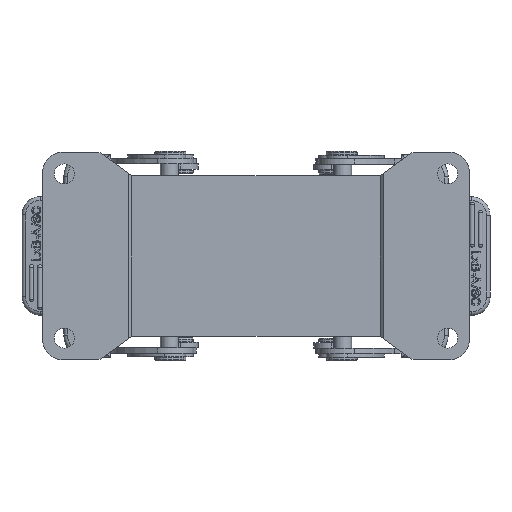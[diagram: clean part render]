
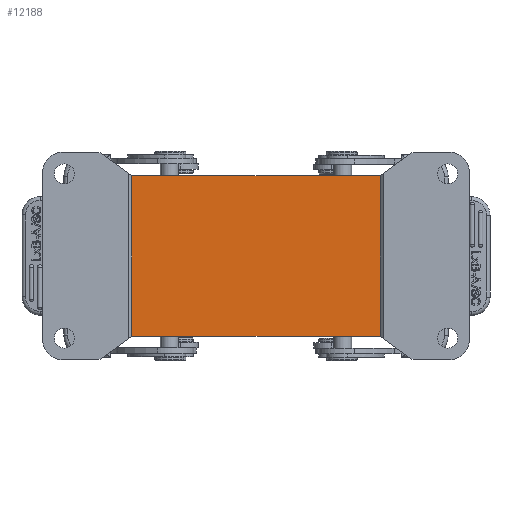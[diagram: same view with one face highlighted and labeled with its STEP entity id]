
A CAD part, front view. The second image highlights one B-rep face of the part: STEP entity #12188.
In plain terms, the highlighted planar face has unit normal (0, -1, 0).
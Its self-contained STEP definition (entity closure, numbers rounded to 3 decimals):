
#10644=FACE_OUTER_BOUND('',#19333,.T.);
#12188=ADVANCED_FACE('',(#10644),#13269,.F.);
#13269=PLANE('',#38162);
#19333=EDGE_LOOP('',(#25360,#25361,#25362,#25363));
#25360=ORIENTED_EDGE('',*,*,#34091,.T.);
#25361=ORIENTED_EDGE('',*,*,#31359,.F.);
#25362=ORIENTED_EDGE('',*,*,#34092,.F.);
#25363=ORIENTED_EDGE('',*,*,#34093,.F.);
#28547=VERTEX_POINT('',#47175);
#28548=VERTEX_POINT('',#47180);
#30369=VERTEX_POINT('',#57131);
#30406=VERTEX_POINT('',#57249);
#31359=EDGE_CURVE('',#28547,#28548,#35488,.T.);
#34091=EDGE_CURVE('',#30406,#28548,#36182,.T.);
#34092=EDGE_CURVE('',#30369,#28547,#36183,.T.);
#34093=EDGE_CURVE('',#30406,#30369,#36184,.T.);
#35488=B_SPLINE_CURVE_WITH_KNOTS('',3,(#47176,#47177,#47178,#47179),
 .UNSPECIFIED.,.F.,.F.,(4,4),(0.,1.),.UNSPECIFIED.);
#36182=B_SPLINE_CURVE_WITH_KNOTS('',3,(#57245,#57246,#57247,#57248),
 .UNSPECIFIED.,.F.,.F.,(4,4),(0.,1.),.UNSPECIFIED.);
#36183=B_SPLINE_CURVE_WITH_KNOTS('',3,(#57250,#57251,#57252,#57253),
 .UNSPECIFIED.,.F.,.F.,(4,4),(0.,1.),.UNSPECIFIED.);
#36184=B_SPLINE_CURVE_WITH_KNOTS('',3,(#57254,#57255,#57256,#57257),
 .UNSPECIFIED.,.F.,.F.,(4,4),(0.,1.),.UNSPECIFIED.);
#38162=AXIS2_PLACEMENT_3D('',#57258,#43959,#43960);
#43959=DIRECTION('',(0.,1.,0.));
#43960=DIRECTION('',(-1.,0.,0.));
#47175=CARTESIAN_POINT('',(34.,-22.366,39.494));
#47176=CARTESIAN_POINT('',(34.,-22.366,39.494));
#47177=CARTESIAN_POINT('',(11.333,-22.366,39.494));
#47178=CARTESIAN_POINT('',(-11.333,-22.366,39.494));
#47179=CARTESIAN_POINT('',(-34.,-22.366,39.494));
#47180=CARTESIAN_POINT('',(-34.,-22.366,39.494));
#57131=CARTESIAN_POINT('',(34.,-22.366,83.367));
#57245=CARTESIAN_POINT('',(-34.,-22.366,83.367));
#57246=CARTESIAN_POINT('',(-34.,-22.366,68.743));
#57247=CARTESIAN_POINT('',(-34.,-22.366,54.119));
#57248=CARTESIAN_POINT('',(-34.,-22.366,39.494));
#57249=CARTESIAN_POINT('',(-34.,-22.366,83.367));
#57250=CARTESIAN_POINT('',(34.,-22.366,83.367));
#57251=CARTESIAN_POINT('',(34.,-22.366,68.743));
#57252=CARTESIAN_POINT('',(34.,-22.366,54.119));
#57253=CARTESIAN_POINT('',(34.,-22.366,39.494));
#57254=CARTESIAN_POINT('',(-34.,-22.366,83.367));
#57255=CARTESIAN_POINT('',(-11.333,-22.366,83.367));
#57256=CARTESIAN_POINT('',(11.333,-22.366,83.367));
#57257=CARTESIAN_POINT('',(34.,-22.366,83.367));
#57258=CARTESIAN_POINT('',(0.,-22.366,61.431));
